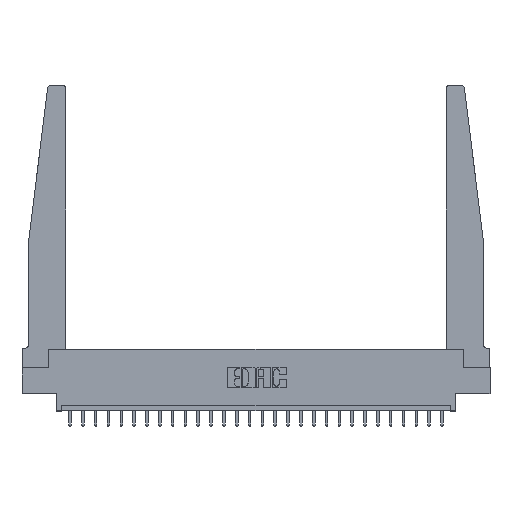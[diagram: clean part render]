
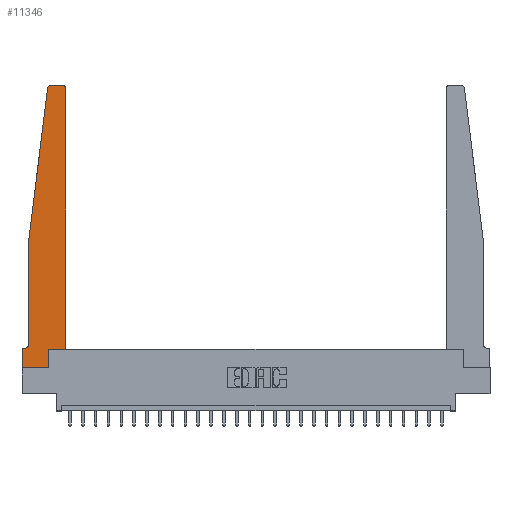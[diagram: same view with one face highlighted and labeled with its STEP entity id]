
A CAD part, top view. The second image highlights one B-rep face of the part: STEP entity #11346.
In plain terms, the highlighted planar face has unit normal (0, 0, 1).
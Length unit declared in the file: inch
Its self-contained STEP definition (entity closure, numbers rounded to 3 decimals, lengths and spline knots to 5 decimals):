
#28 = CARTESIAN_POINT ( 'NONE',  ( 0., 0.1875, 0.37 ) ) ;
#63 = EDGE_CURVE ( 'NONE', #13798, #12394, #20168, .T. ) ;
#104 = VECTOR ( 'NONE', #17442, 39.37008 ) ;
#329 = EDGE_CURVE ( 'NONE', #12394, #7476, #5010, .T. ) ;
#565 = CARTESIAN_POINT ( 'NONE',  ( 0.2605, 0.18, 0.37 ) ) ;
#1005 = VERTEX_POINT ( 'NONE', #4927 ) ;
#1697 = DIRECTION ( 'NONE',  ( 1., 0., 0. ) ) ;
#1937 = LINE ( 'NONE', #18539, #17201 ) ;
#1941 = DIRECTION ( 'NONE',  ( 0., 0., -1. ) ) ;
#2149 = CARTESIAN_POINT ( 'NONE',  ( 0., 0.1875, 0.37 ) ) ;
#2415 = VERTEX_POINT ( 'NONE', #16792 ) ;
#2810 = ORIENTED_EDGE ( 'NONE', *, *, #24841, .T. ) ;
#2971 = ORIENTED_EDGE ( 'NONE', *, *, #10451, .T. ) ;
#3214 = ORIENTED_EDGE ( 'NONE', *, *, #8206, .T. ) ;
#3362 = CARTESIAN_POINT ( 'NONE',  ( 0.065, 1.25, 0.37 ) ) ;
#3489 = CARTESIAN_POINT ( 'NONE',  ( 0.24675, 2.72367, 0.37 ) ) ;
#3505 = ORIENTED_EDGE ( 'NONE', *, *, #7106, .T. ) ;
#4070 = EDGE_CURVE ( 'NONE', #12067, #13798, #16981, .T. ) ;
#4374 = CARTESIAN_POINT ( 'NONE',  ( 0.065, 0.2375, 0.37 ) ) ;
#4386 = EDGE_CURVE ( 'NONE', #7476, #10901, #16857, .T. ) ;
#4480 = DIRECTION ( 'NONE',  ( 0., -1., 0. ) ) ;
#4530 = DIRECTION ( 'NONE',  ( -1., 0., 0. ) ) ;
#4927 = CARTESIAN_POINT ( 'NONE',  ( 0., 0., 0.37 ) ) ;
#5010 = LINE ( 'NONE', #19677, #104 ) ;
#5649 = EDGE_CURVE ( 'NONE', #22711, #10624, #8299, .T. ) ;
#5948 = CARTESIAN_POINT ( 'NONE',  ( 0.25, 2.75, 0.37 ) ) ;
#6023 = DIRECTION ( 'NONE',  ( 0., 0., 1. ) ) ;
#6199 = CARTESIAN_POINT ( 'NONE',  ( 0.27653, 2.72, 0.37 ) ) ;
#6935 = ORIENTED_EDGE ( 'NONE', *, *, #329, .T. ) ;
#7106 = EDGE_CURVE ( 'NONE', #1005, #2415, #17918, .T. ) ;
#7425 = AXIS2_PLACEMENT_3D ( 'NONE', #7711, #1941, #9586 ) ;
#7476 = VERTEX_POINT ( 'NONE', #3362 ) ;
#7711 = CARTESIAN_POINT ( 'NONE',  ( 0.015, 0.2375, 0.37 ) ) ;
#7973 = VECTOR ( 'NONE', #8575, 39.37008 ) ;
#8085 = VERTEX_POINT ( 'NONE', #565 ) ;
#8206 = EDGE_CURVE ( 'NONE', #8085, #22711, #20849, .T. ) ;
#8222 = VECTOR ( 'NONE', #8884, 39.37008 ) ;
#8299 = LINE ( 'NONE', #21203, #7973 ) ;
#8575 = DIRECTION ( 'NONE',  ( 0., 1., 0. ) ) ;
#8884 = DIRECTION ( 'NONE',  ( 1., 0., 0. ) ) ;
#8908 = CARTESIAN_POINT ( 'NONE',  ( 0.395, 2.75, 0.37 ) ) ;
#9007 = CIRCLE ( 'NONE', #19290, 0.03 ) ;
#9353 = ORIENTED_EDGE ( 'NONE', *, *, #24721, .T. ) ;
#9586 = DIRECTION ( 'NONE',  ( -1., 0., 0. ) ) ;
#10253 = VECTOR ( 'NONE', #22942, 39.37008 ) ;
#10283 = DIRECTION ( 'NONE',  ( 0., -1., 0. ) ) ;
#10451 = EDGE_CURVE ( 'NONE', #10624, #12067, #9007, .T. ) ;
#10497 = CARTESIAN_POINT ( 'NONE',  ( 0., 0., 0.37 ) ) ;
#10624 = VERTEX_POINT ( 'NONE', #13430 ) ;
#10730 = CARTESIAN_POINT ( 'NONE',  ( 0.425, 0.18, 0.37 ) ) ;
#10863 = PLANE ( 'NONE',  #17394 ) ;
#10901 = VERTEX_POINT ( 'NONE', #4374 ) ;
#10931 = ORIENTED_EDGE ( 'NONE', *, *, #21453, .T. ) ;
#11124 = VERTEX_POINT ( 'NONE', #21538 ) ;
#11346 = ADVANCED_FACE ( 'NONE', ( #15908 ), #10863, .T. ) ;
#11817 = DIRECTION ( 'NONE',  ( 1., 0., 0. ) ) ;
#12067 = VERTEX_POINT ( 'NONE', #8908 ) ;
#12069 = ORIENTED_EDGE ( 'NONE', *, *, #63, .T. ) ;
#12394 = VERTEX_POINT ( 'NONE', #3489 ) ;
#12573 = CARTESIAN_POINT ( 'NONE',  ( 0.065, 1.25, 0.37 ) ) ;
#13430 = CARTESIAN_POINT ( 'NONE',  ( 0.425, 2.72, 0.37 ) ) ;
#13798 = VERTEX_POINT ( 'NONE', #22880 ) ;
#13988 = EDGE_CURVE ( 'NONE', #15247, #1005, #21777, .T. ) ;
#14249 = VECTOR ( 'NONE', #4530, 39.37008 ) ;
#14415 = DIRECTION ( 'NONE',  ( 0., 1., 0. ) ) ;
#15114 = ORIENTED_EDGE ( 'NONE', *, *, #5649, .T. ) ;
#15238 = CARTESIAN_POINT ( 'NONE',  ( 0.425, 0.18, 0.37 ) ) ;
#15247 = VERTEX_POINT ( 'NONE', #2149 ) ;
#15671 = LINE ( 'NONE', #22703, #10253 ) ;
#15908 = FACE_OUTER_BOUND ( 'NONE', #22216, .T. ) ;
#15930 = CARTESIAN_POINT ( 'NONE',  ( 0., 0., 0.37 ) ) ;
#15959 = DIRECTION ( 'NONE',  ( 0., 0., 1. ) ) ;
#16792 = CARTESIAN_POINT ( 'NONE',  ( 0.2605, 0., 0.37 ) ) ;
#16857 = LINE ( 'NONE', #12573, #23487 ) ;
#16981 = LINE ( 'NONE', #5948, #14249 ) ;
#17201 = VECTOR ( 'NONE', #14415, 39.37008 ) ;
#17394 = AXIS2_PLACEMENT_3D ( 'NONE', #28, #23384, #11817 ) ;
#17442 = DIRECTION ( 'NONE',  ( -0.122, -0.992, 0. ) ) ;
#17610 = VECTOR ( 'NONE', #10283, 39.37008 ) ;
#17790 = ORIENTED_EDGE ( 'NONE', *, *, #13988, .T. ) ;
#17918 = LINE ( 'NONE', #10497, #8222 ) ;
#18539 = CARTESIAN_POINT ( 'NONE',  ( 0.2605, 0.18, 0.37 ) ) ;
#19290 = AXIS2_PLACEMENT_3D ( 'NONE', #23563, #6023, #19733 ) ;
#19677 = CARTESIAN_POINT ( 'NONE',  ( 0.065, 1.25, 0.37 ) ) ;
#19733 = DIRECTION ( 'NONE',  ( 1., 0., 0. ) ) ;
#19743 = DIRECTION ( 'NONE',  ( 1., 0., 0. ) ) ;
#20168 = CIRCLE ( 'NONE', #23885, 0.03 ) ;
#20789 = CIRCLE ( 'NONE', #7425, 0.05 ) ;
#20849 = LINE ( 'NONE', #15238, #22695 ) ;
#21203 = CARTESIAN_POINT ( 'NONE',  ( 0.425, 0.18, 0.37 ) ) ;
#21453 = EDGE_CURVE ( 'NONE', #2415, #8085, #1937, .T. ) ;
#21538 = CARTESIAN_POINT ( 'NONE',  ( 0.015, 0.1875, 0.37 ) ) ;
#21777 = LINE ( 'NONE', #15930, #17610 ) ;
#22216 = EDGE_LOOP ( 'NONE', ( #22949, #12069, #6935, #24848, #2810, #9353, #17790, #3505, #10931, #3214, #15114, #2971 ) ) ;
#22695 = VECTOR ( 'NONE', #1697, 39.37008 ) ;
#22703 = CARTESIAN_POINT ( 'NONE',  ( 0.065, 0.1875, 0.37 ) ) ;
#22711 = VERTEX_POINT ( 'NONE', #10730 ) ;
#22880 = CARTESIAN_POINT ( 'NONE',  ( 0.27653, 2.75, 0.37 ) ) ;
#22942 = DIRECTION ( 'NONE',  ( -1., 0., 0. ) ) ;
#22949 = ORIENTED_EDGE ( 'NONE', *, *, #4070, .T. ) ;
#23384 = DIRECTION ( 'NONE',  ( 0., 0., 1. ) ) ;
#23487 = VECTOR ( 'NONE', #4480, 39.37008 ) ;
#23563 = CARTESIAN_POINT ( 'NONE',  ( 0.395, 2.72, 0.37 ) ) ;
#23885 = AXIS2_PLACEMENT_3D ( 'NONE', #6199, #15959, #19743 ) ;
#24721 = EDGE_CURVE ( 'NONE', #11124, #15247, #15671, .T. ) ;
#24841 = EDGE_CURVE ( 'NONE', #10901, #11124, #20789, .T. ) ;
#24848 = ORIENTED_EDGE ( 'NONE', *, *, #4386, .T. ) ;
